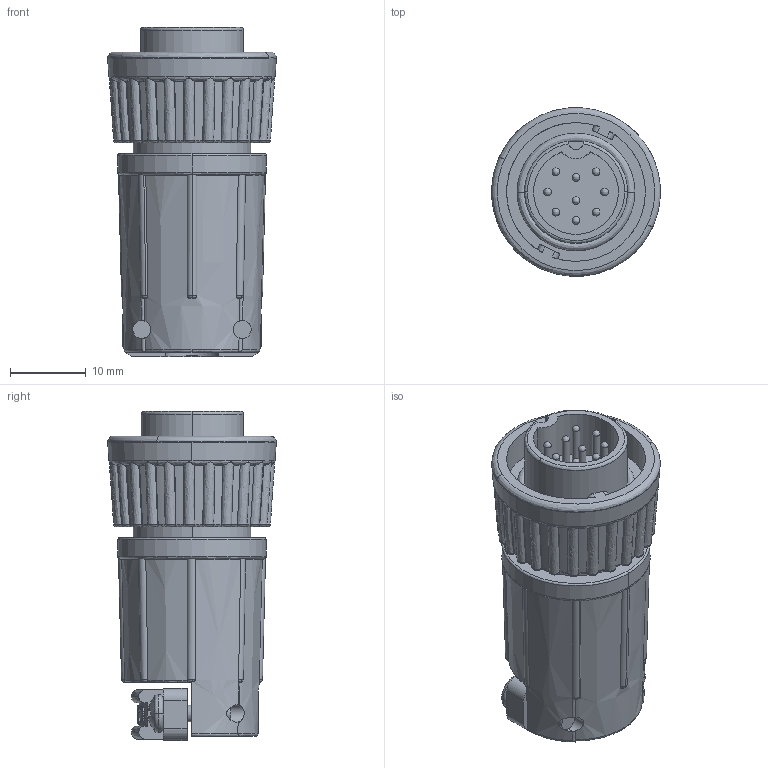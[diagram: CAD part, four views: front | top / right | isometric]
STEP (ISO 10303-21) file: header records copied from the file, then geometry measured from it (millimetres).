
FILE_DESCRIPTION (( 'STEP AP203' ), '1' );
FILE_NAME ('3282-9PG-5XX.STEP', '2018-08-10T16:30:12', ( '' ), ( '' ), 'SwSTEP 2.0', 'SolidWorks 2017', '' );
FILE_SCHEMA (( 'CONFIG_CONTROL_DESIGN' ));
Length unit declared in the file: inch
Products named in the file (1): 3282-9PG-5XX
Bounding box: 22.22 x 22.2 x 43.33 mm (x, y, z)
Volume: 9827.9 mm3; surface area: 5093.8 mm2
Topology: 1 solids, 1 shells, 439 faces, 1235 edges, 803 vertices
Faces by surface type: bspline 184, plane 139, cylinder 80, cone 36
Entity records: 21754 total; most frequent: CARTESIAN_POINT 12337, ORIENTED_EDGE 2430, DIRECTION 1355, EDGE_CURVE 1215, VERTEX_POINT 803, AXIS2_PLACEMENT_3D 545, B_SPLINE_CURVE_WITH_KNOTS 527, EDGE_LOOP 466
